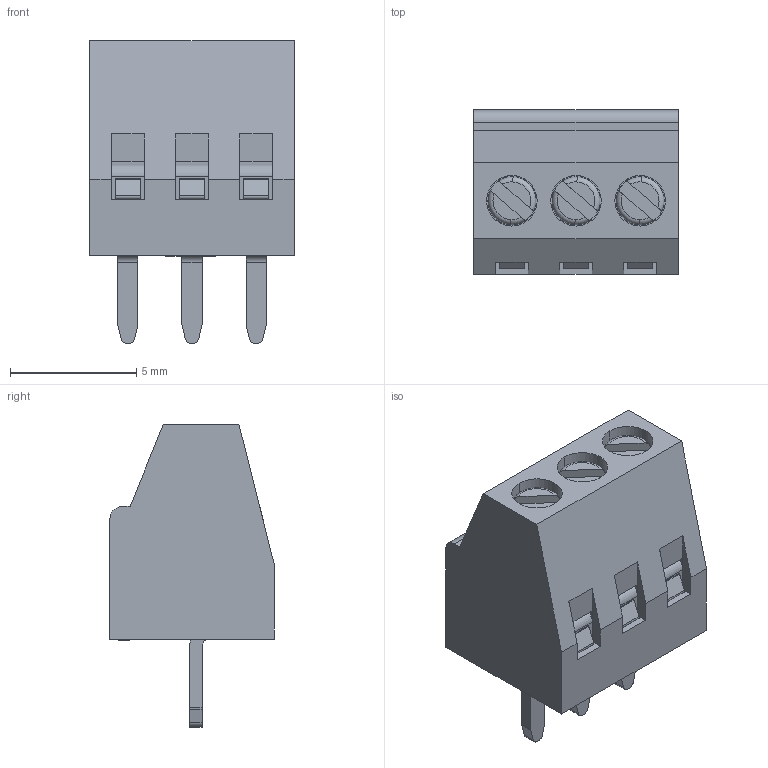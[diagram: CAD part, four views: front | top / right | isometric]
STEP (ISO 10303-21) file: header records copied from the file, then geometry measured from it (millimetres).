
FILE_DESCRIPTION(('STEP AP214'),'1');
FILE_NAME('CONN-TH_XY308-2.54-3P.stp','2021-08-18T18:57:08',(' '),(' '),'Spatial InterOp 3D',' ',' ');
FILE_SCHEMA(('AUTOMOTIVE_DESIGN { 1 0 10303 214 1 1 1 1 }'));
Length unit declared in the file: millimetre
Products named in the file (1): PRT0001
Bounding box: 8.12 x 6.5 x 12 mm (x, y, z)
Volume: 232.1 mm3; surface area: 926 mm2
Topology: 7 solids, 7 shells, 463 faces, 1305 edges, 860 vertices
Faces by surface type: plane 348, cylinder 103, torus 12
Entity records: 18683 total; most frequent: CARTESIAN_POINT 2732, ORIENTED_EDGE 2610, DIRECTION 2453, EDGE_CURVE 1305, LINE 1051, VECTOR 1051, VERTEX_POINT 860, AXIS2_PLACEMENT_3D 701
